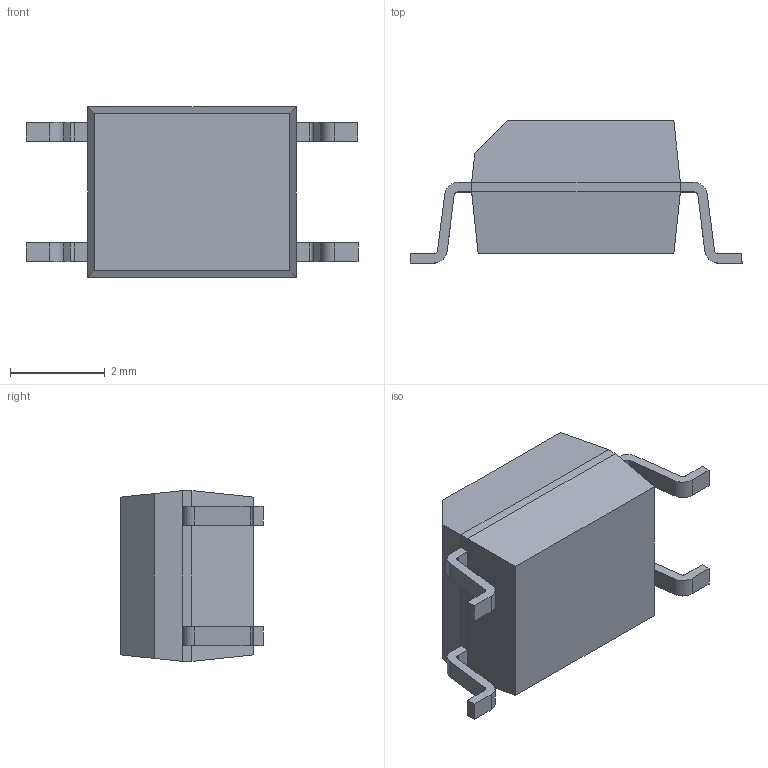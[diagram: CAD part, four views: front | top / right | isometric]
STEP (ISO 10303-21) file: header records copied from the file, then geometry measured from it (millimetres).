
FILE_DESCRIPTION (( 'STEP AP214' ), '1' );
FILE_NAME ('PC365NJ0000F.STEP', '2021-09-07T16:01:19', ( '' ), ( '' ), 'SwSTEP 2.0', 'SolidWorks 2017', '' );
FILE_SCHEMA (( 'AUTOMOTIVE_DESIGN' ));
Length unit declared in the file: millimetre
Products named in the file (1): PC365NJ0000F
Bounding box: 7 x 3 x 3.6 mm (x, y, z)
Volume: 41.6 mm3; surface area: 82.6 mm2
Topology: 6 solids, 6 shells, 78 faces, 187 edges, 122 vertices
Faces by surface type: plane 58, cylinder 20
Entity records: 2326 total; most frequent: CARTESIAN_POINT 388, DIRECTION 385, ORIENTED_EDGE 374, EDGE_CURVE 187, LINE 147, VECTOR 147, VERTEX_POINT 122, AXIS2_PLACEMENT_3D 119
